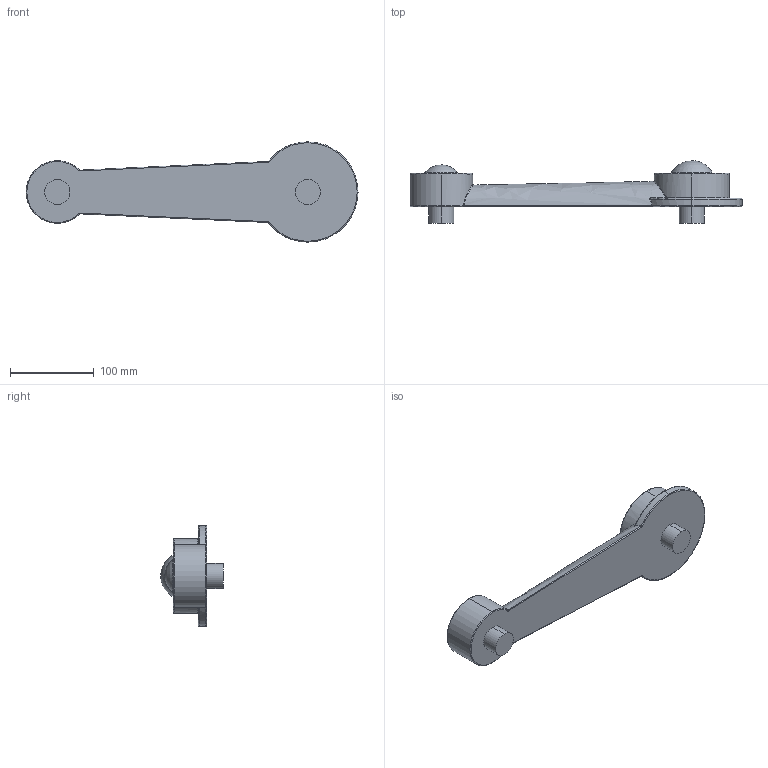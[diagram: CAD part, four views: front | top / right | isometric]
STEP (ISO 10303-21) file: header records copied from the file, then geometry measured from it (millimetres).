
FILE_DESCRIPTION (( 'STEP AP203' ), '1' );
FILE_NAME ('Link_2_Default_sldprt.STEP', '2025-07-04T14:17:01', ( '' ), ( '' ), 'SwSTEP 2.0', 'SolidWorks 2021', '' );
FILE_SCHEMA (( 'CONFIG_CONTROL_DESIGN' ));
Length unit declared in the file: millimetre
Products named in the file (1): Link_2_Default_sldprt
Bounding box: 397.5 x 75 x 120 mm (x, y, z)
Volume: 819962 mm3; surface area: 89242.9 mm2
Topology: 1 solids, 1 shells, 115 faces, 247 edges, 151 vertices
Faces by surface type: cylinder 47, torus 24, plane 22, bspline 17, sphere 5
Entity records: 4173 total; most frequent: CARTESIAN_POINT 1618, DIRECTION 572, ORIENTED_EDGE 482, AXIS2_PLACEMENT_3D 263, EDGE_CURVE 241, CIRCLE 164, VERTEX_POINT 147, EDGE_LOOP 134
